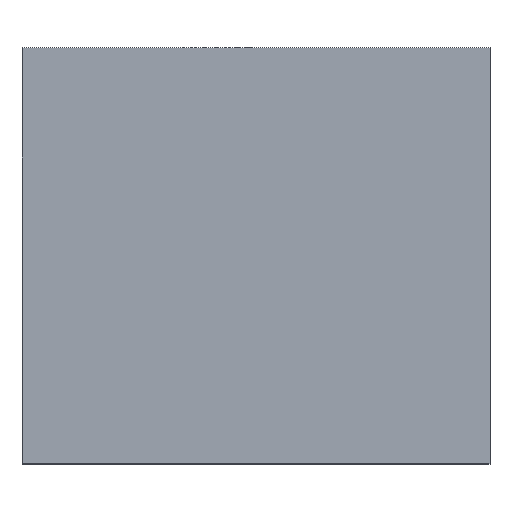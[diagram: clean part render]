
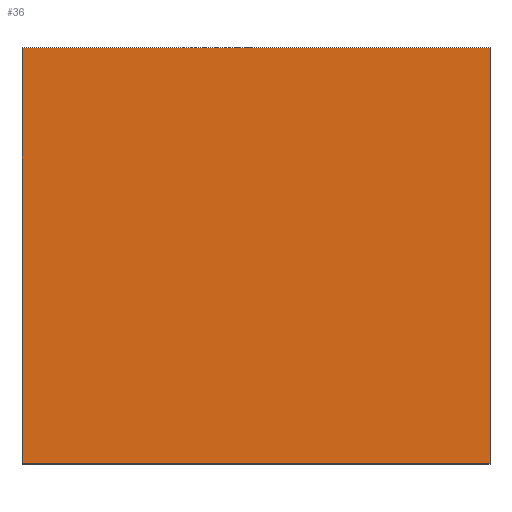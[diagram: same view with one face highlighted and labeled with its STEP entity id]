
A CAD part, top view. The second image highlights one B-rep face of the part: STEP entity #36.
In plain terms, the highlighted planar face has unit normal (0, 0, 1).
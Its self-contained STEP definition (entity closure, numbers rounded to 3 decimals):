
#3 = VERTEX_POINT ( 'NONE', #35 ) ;
#14 = CARTESIAN_POINT ( 'NONE',  ( -22.5, 20., 29. ) ) ;
#20 = ORIENTED_EDGE ( 'NONE', *, *, #22, .T. ) ;
#21 = DIRECTION ( 'NONE',  ( -1., 0., 0. ) ) ;
#22 = EDGE_CURVE ( 'NONE', #3, #257, #69, .T. ) ;
#34 = VERTEX_POINT ( 'NONE', #14 ) ;
#35 = CARTESIAN_POINT ( 'NONE',  ( -22.5, -20., 29. ) ) ;
#36 = ADVANCED_FACE ( 'NONE', ( #81 ), #107, .T. ) ;
#69 = LINE ( 'NONE', #216, #278 ) ;
#81 = FACE_OUTER_BOUND ( 'NONE', #349, .T. ) ;
#89 = LINE ( 'NONE', #283, #120 ) ;
#98 = VERTEX_POINT ( 'NONE', #335 ) ;
#107 = PLANE ( 'NONE',  #177 ) ;
#108 = LINE ( 'NONE', #227, #261 ) ;
#118 = DIRECTION ( 'NONE',  ( 0., 1., 0. ) ) ;
#120 = VECTOR ( 'NONE', #118, 1000. ) ;
#145 = CARTESIAN_POINT ( 'NONE',  ( 22.5, -20., 29. ) ) ;
#149 = EDGE_CURVE ( 'NONE', #34, #3, #372, .T. ) ;
#153 = EDGE_CURVE ( 'NONE', #98, #34, #108, .T. ) ;
#164 = DIRECTION ( 'NONE',  ( 1., 0., 0. ) ) ;
#177 = AXIS2_PLACEMENT_3D ( 'NONE', #266, #219, #306 ) ;
#216 = CARTESIAN_POINT ( 'NONE',  ( -22.5, -20., 29. ) ) ;
#219 = DIRECTION ( 'NONE',  ( 0., 0., 1. ) ) ;
#227 = CARTESIAN_POINT ( 'NONE',  ( 22.5, 20., 29. ) ) ;
#232 = ORIENTED_EDGE ( 'NONE', *, *, #310, .T. ) ;
#251 = DIRECTION ( 'NONE',  ( 0., -1., 0. ) ) ;
#257 = VERTEX_POINT ( 'NONE', #145 ) ;
#261 = VECTOR ( 'NONE', #21, 1000. ) ;
#266 = CARTESIAN_POINT ( 'NONE',  ( 0., 0., 29. ) ) ;
#278 = VECTOR ( 'NONE', #164, 1000. ) ;
#283 = CARTESIAN_POINT ( 'NONE',  ( 22.5, -20., 29. ) ) ;
#284 = VECTOR ( 'NONE', #251, 1000. ) ;
#303 = CARTESIAN_POINT ( 'NONE',  ( -22.5, 20., 29. ) ) ;
#306 = DIRECTION ( 'NONE',  ( 1., 0., 0. ) ) ;
#310 = EDGE_CURVE ( 'NONE', #257, #98, #89, .T. ) ;
#313 = ORIENTED_EDGE ( 'NONE', *, *, #153, .T. ) ;
#335 = CARTESIAN_POINT ( 'NONE',  ( 22.5, 20., 29. ) ) ;
#349 = EDGE_LOOP ( 'NONE', ( #232, #313, #352, #20 ) ) ;
#352 = ORIENTED_EDGE ( 'NONE', *, *, #149, .T. ) ;
#372 = LINE ( 'NONE', #303, #284 ) ;
